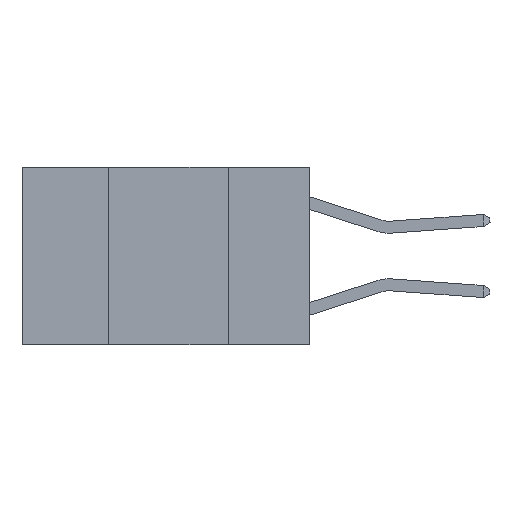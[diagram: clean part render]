
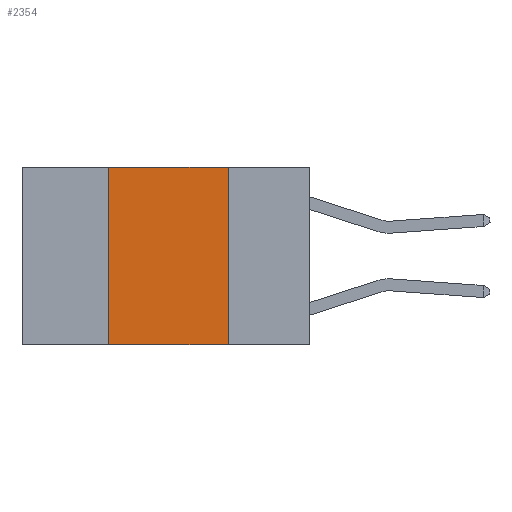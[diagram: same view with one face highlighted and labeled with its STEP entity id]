
A CAD part, left-side view. The second image highlights one B-rep face of the part: STEP entity #2354.
In plain terms, the highlighted planar face has unit normal (-1, 0, 0).
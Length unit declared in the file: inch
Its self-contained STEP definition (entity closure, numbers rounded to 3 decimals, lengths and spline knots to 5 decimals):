
#51 = ORIENTED_EDGE ( 'NONE', *, *, #9119, .T. ) ;
#111 = CARTESIAN_POINT ( 'NONE',  ( 0., 0.42, 0. ) ) ;
#359 = PLANE ( 'NONE',  #5128 ) ;
#400 = LINE ( 'NONE', #9175, #6154 ) ;
#572 = CARTESIAN_POINT ( 'NONE',  ( 0., 0.17, -0.37 ) ) ;
#846 = VECTOR ( 'NONE', #8089, 39.37008 ) ;
#1163 = DIRECTION ( 'NONE',  ( 0., 0., -1. ) ) ;
#1420 = DIRECTION ( 'NONE',  ( 0., 0., -1. ) ) ;
#1898 = ORIENTED_EDGE ( 'NONE', *, *, #2143, .F. ) ;
#2143 = EDGE_CURVE ( 'NONE', #9988, #8111, #7972, .T. ) ;
#2354 = ADVANCED_FACE ( 'NONE', ( #5746 ), #359, .F. ) ;
#2538 = VERTEX_POINT ( 'NONE', #572 ) ;
#2599 = CARTESIAN_POINT ( 'NONE',  ( 0., 0.6, -0.37 ) ) ;
#2687 = CARTESIAN_POINT ( 'NONE',  ( 0., 0.6, 0. ) ) ;
#3328 = VECTOR ( 'NONE', #1420, 39.37008 ) ;
#3546 = VECTOR ( 'NONE', #4806, 39.37008 ) ;
#4001 = CARTESIAN_POINT ( 'NONE',  ( 0., 0.42, -0.37 ) ) ;
#4806 = DIRECTION ( 'NONE',  ( 0., 0., 1. ) ) ;
#5128 = AXIS2_PLACEMENT_3D ( 'NONE', #2687, #5837, #1163 ) ;
#5326 = ORIENTED_EDGE ( 'NONE', *, *, #6302, .F. ) ;
#5746 = FACE_OUTER_BOUND ( 'NONE', #6692, .T. ) ;
#5837 = DIRECTION ( 'NONE',  ( 1., 0., 0. ) ) ;
#6154 = VECTOR ( 'NONE', #8385, 39.37008 ) ;
#6302 = EDGE_CURVE ( 'NONE', #8111, #6947, #400, .T. ) ;
#6382 = EDGE_CURVE ( 'NONE', #6947, #2538, #7741, .T. ) ;
#6692 = EDGE_LOOP ( 'NONE', ( #7166, #5326, #1898, #51 ) ) ;
#6947 = VERTEX_POINT ( 'NONE', #8478 ) ;
#7166 = ORIENTED_EDGE ( 'NONE', *, *, #6382, .F. ) ;
#7682 = CARTESIAN_POINT ( 'NONE',  ( 0., 0.17, 0. ) ) ;
#7741 = LINE ( 'NONE', #7682, #3328 ) ;
#7972 = LINE ( 'NONE', #111, #3546 ) ;
#8089 = DIRECTION ( 'NONE',  ( 0., -1., 0. ) ) ;
#8111 = VERTEX_POINT ( 'NONE', #8276 ) ;
#8276 = CARTESIAN_POINT ( 'NONE',  ( 0., 0.42, 0. ) ) ;
#8385 = DIRECTION ( 'NONE',  ( 0., -1., 0. ) ) ;
#8478 = CARTESIAN_POINT ( 'NONE',  ( 0., 0.17, 0. ) ) ;
#8943 = LINE ( 'NONE', #2599, #846 ) ;
#9119 = EDGE_CURVE ( 'NONE', #9988, #2538, #8943, .T. ) ;
#9175 = CARTESIAN_POINT ( 'NONE',  ( 0., 0.6, 0. ) ) ;
#9988 = VERTEX_POINT ( 'NONE', #4001 ) ;
